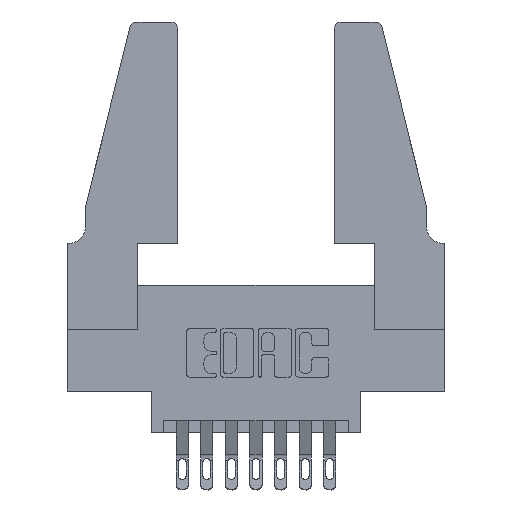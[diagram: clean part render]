
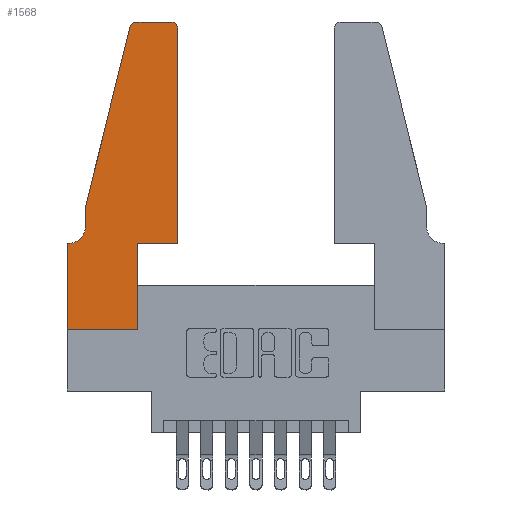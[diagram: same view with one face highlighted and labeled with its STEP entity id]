
A CAD part, top view. The second image highlights one B-rep face of the part: STEP entity #1568.
In plain terms, the highlighted planar face has unit normal (0, 0, 1).
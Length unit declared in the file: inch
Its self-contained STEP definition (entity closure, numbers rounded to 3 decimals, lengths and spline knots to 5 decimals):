
#78 = LINE ( 'NONE', #8300, #10445 ) ;
#98 = EDGE_CURVE ( 'NONE', #4062, #7351, #9107, .T. ) ;
#152 = ORIENTED_EDGE ( 'NONE', *, *, #9081, .T. ) ;
#168 = EDGE_CURVE ( 'NONE', #463, #3456, #78, .T. ) ;
#178 = EDGE_CURVE ( 'NONE', #3245, #1496, #5697, .T. ) ;
#179 = VERTEX_POINT ( 'NONE', #10616 ) ;
#437 = CARTESIAN_POINT ( 'NONE',  ( 0.25487, 1.22718, 0.37 ) ) ;
#438 = EDGE_CURVE ( 'NONE', #179, #5048, #8069, .T. ) ;
#463 = VERTEX_POINT ( 'NONE', #9280 ) ;
#653 = AXIS2_PLACEMENT_3D ( 'NONE', #3977, #10681, #4977 ) ;
#773 = VECTOR ( 'NONE', #11873, 39.37008 ) ;
#1138 = VECTOR ( 'NONE', #1301, 39.37008 ) ;
#1240 = DIRECTION ( 'NONE',  ( 0., 0., -1. ) ) ;
#1274 = LINE ( 'NONE', #4619, #8928 ) ;
#1295 = LINE ( 'NONE', #11613, #11777 ) ;
#1301 = DIRECTION ( 'NONE',  ( 0., 1., 0. ) ) ;
#1391 = EDGE_CURVE ( 'NONE', #9451, #179, #1274, .T. ) ;
#1472 = ORIENTED_EDGE ( 'NONE', *, *, #5261, .T. ) ;
#1496 = VERTEX_POINT ( 'NONE', #2806 ) ;
#1568 = ADVANCED_FACE ( 'NONE', ( #12177 ), #12813, .T. ) ;
#2029 = CARTESIAN_POINT ( 'NONE',  ( 0.2865, 0., 0.37 ) ) ;
#2204 = CARTESIAN_POINT ( 'NONE',  ( 0.0755, 0.42, 0.37 ) ) ;
#2217 = VERTEX_POINT ( 'NONE', #6153 ) ;
#2305 = CARTESIAN_POINT ( 'NONE',  ( 0.4505, 0.35, 0.37 ) ) ;
#2806 = CARTESIAN_POINT ( 'NONE',  ( 0.4505, 1.22, 0.37 ) ) ;
#2828 = VECTOR ( 'NONE', #9600, 39.37008 ) ;
#3019 = CARTESIAN_POINT ( 'NONE',  ( 0., 0.35, 0.37 ) ) ;
#3040 = CARTESIAN_POINT ( 'NONE',  ( 0.2865, 0.35, 0.37 ) ) ;
#3225 = EDGE_LOOP ( 'NONE', ( #5724, #9811, #4334, #4231, #7922, #6482, #6247, #1472, #9882, #4421, #10304, #152 ) ) ;
#3245 = VERTEX_POINT ( 'NONE', #2305 ) ;
#3334 = DIRECTION ( 'NONE',  ( -0.239, -0.971, 0. ) ) ;
#3456 = VERTEX_POINT ( 'NONE', #6462 ) ;
#3532 = CARTESIAN_POINT ( 'NONE',  ( 0.0755, 0.5, 0.37 ) ) ;
#3977 = CARTESIAN_POINT ( 'NONE',  ( 0.4205, 1.22, 0.37 ) ) ;
#4037 = DIRECTION ( 'NONE',  ( 0., 0., 1. ) ) ;
#4062 = VERTEX_POINT ( 'NONE', #2029 ) ;
#4231 = ORIENTED_EDGE ( 'NONE', *, *, #438, .T. ) ;
#4334 = ORIENTED_EDGE ( 'NONE', *, *, #1391, .T. ) ;
#4359 = EDGE_CURVE ( 'NONE', #2217, #6285, #6837, .T. ) ;
#4421 = ORIENTED_EDGE ( 'NONE', *, *, #6891, .T. ) ;
#4473 = LINE ( 'NONE', #7207, #6467 ) ;
#4619 = CARTESIAN_POINT ( 'NONE',  ( 0.0755, 0.5, 0.37 ) ) ;
#4759 = DIRECTION ( 'NONE',  ( 0., 0., 1. ) ) ;
#4977 = DIRECTION ( 'NONE',  ( 1., 0., 0. ) ) ;
#5048 = VERTEX_POINT ( 'NONE', #2204 ) ;
#5187 = CIRCLE ( 'NONE', #653, 0.03 ) ;
#5261 = EDGE_CURVE ( 'NONE', #9632, #4062, #12111, .T. ) ;
#5360 = DIRECTION ( 'NONE',  ( 1., 0., 0. ) ) ;
#5505 = CARTESIAN_POINT ( 'NONE',  ( 0.0755, 0.35, 0.37 ) ) ;
#5608 = AXIS2_PLACEMENT_3D ( 'NONE', #3019, #4037, #9778 ) ;
#5697 = LINE ( 'NONE', #10424, #773 ) ;
#5724 = ORIENTED_EDGE ( 'NONE', *, *, #168, .T. ) ;
#5827 = CARTESIAN_POINT ( 'NONE',  ( 0.2865, 0.35, 0.37 ) ) ;
#6153 = CARTESIAN_POINT ( 'NONE',  ( 0.0055, 0.35, 0.37 ) ) ;
#6247 = ORIENTED_EDGE ( 'NONE', *, *, #7286, .T. ) ;
#6285 = VERTEX_POINT ( 'NONE', #10109 ) ;
#6462 = CARTESIAN_POINT ( 'NONE',  ( 0.284, 1.25, 0.37 ) ) ;
#6467 = VECTOR ( 'NONE', #5360, 39.37008 ) ;
#6482 = ORIENTED_EDGE ( 'NONE', *, *, #4359, .T. ) ;
#6581 = DIRECTION ( 'NONE',  ( 1., 0., 0. ) ) ;
#6837 = LINE ( 'NONE', #5505, #9628 ) ;
#6891 = EDGE_CURVE ( 'NONE', #7351, #3245, #4473, .T. ) ;
#6957 = CIRCLE ( 'NONE', #7450, 0.03 ) ;
#7108 = VECTOR ( 'NONE', #6581, 39.37008 ) ;
#7207 = CARTESIAN_POINT ( 'NONE',  ( 0.4505, 0.35, 0.37 ) ) ;
#7286 = EDGE_CURVE ( 'NONE', #6285, #9632, #1295, .T. ) ;
#7330 = CARTESIAN_POINT ( 'NONE',  ( 0.0055, 0.42, 0.37 ) ) ;
#7351 = VERTEX_POINT ( 'NONE', #3040 ) ;
#7450 = AXIS2_PLACEMENT_3D ( 'NONE', #10481, #4759, #11428 ) ;
#7890 = CARTESIAN_POINT ( 'NONE',  ( 0., 0., 0.37 ) ) ;
#7922 = ORIENTED_EDGE ( 'NONE', *, *, #9237, .T. ) ;
#8069 = LINE ( 'NONE', #3532, #2828 ) ;
#8147 = AXIS2_PLACEMENT_3D ( 'NONE', #7330, #1240, #8266 ) ;
#8266 = DIRECTION ( 'NONE',  ( -1., 0., 0. ) ) ;
#8300 = CARTESIAN_POINT ( 'NONE',  ( 0.2605, 1.25, 0.37 ) ) ;
#8928 = VECTOR ( 'NONE', #3334, 39.37008 ) ;
#8953 = DIRECTION ( 'NONE',  ( -1., 0., 0. ) ) ;
#9081 = EDGE_CURVE ( 'NONE', #1496, #463, #5187, .T. ) ;
#9107 = LINE ( 'NONE', #5827, #1138 ) ;
#9237 = EDGE_CURVE ( 'NONE', #5048, #2217, #10688, .T. ) ;
#9280 = CARTESIAN_POINT ( 'NONE',  ( 0.4205, 1.25, 0.37 ) ) ;
#9451 = VERTEX_POINT ( 'NONE', #437 ) ;
#9600 = DIRECTION ( 'NONE',  ( 0., -1., 0. ) ) ;
#9628 = VECTOR ( 'NONE', #8953, 39.37008 ) ;
#9632 = VERTEX_POINT ( 'NONE', #7890 ) ;
#9760 = DIRECTION ( 'NONE',  ( -1., 0., 0. ) ) ;
#9778 = DIRECTION ( 'NONE',  ( 1., 0., 0. ) ) ;
#9811 = ORIENTED_EDGE ( 'NONE', *, *, #12324, .T. ) ;
#9882 = ORIENTED_EDGE ( 'NONE', *, *, #98, .T. ) ;
#10109 = CARTESIAN_POINT ( 'NONE',  ( 0., 0.35, 0.37 ) ) ;
#10304 = ORIENTED_EDGE ( 'NONE', *, *, #178, .T. ) ;
#10424 = CARTESIAN_POINT ( 'NONE',  ( 0.4505, 0.35, 0.37 ) ) ;
#10445 = VECTOR ( 'NONE', #9760, 39.37008 ) ;
#10481 = CARTESIAN_POINT ( 'NONE',  ( 0.284, 1.22, 0.37 ) ) ;
#10616 = CARTESIAN_POINT ( 'NONE',  ( 0.0755, 0.5, 0.37 ) ) ;
#10681 = DIRECTION ( 'NONE',  ( 0., 0., 1. ) ) ;
#10688 = CIRCLE ( 'NONE', #8147, 0.07 ) ;
#11281 = CARTESIAN_POINT ( 'NONE',  ( 0., 0., 0.37 ) ) ;
#11428 = DIRECTION ( 'NONE',  ( 1., 0., 0. ) ) ;
#11613 = CARTESIAN_POINT ( 'NONE',  ( 0., 0., 0.37 ) ) ;
#11777 = VECTOR ( 'NONE', #12543, 39.37008 ) ;
#11873 = DIRECTION ( 'NONE',  ( 0., 1., 0. ) ) ;
#12111 = LINE ( 'NONE', #11281, #7108 ) ;
#12177 = FACE_OUTER_BOUND ( 'NONE', #3225, .T. ) ;
#12324 = EDGE_CURVE ( 'NONE', #3456, #9451, #6957, .T. ) ;
#12543 = DIRECTION ( 'NONE',  ( 0., -1., 0. ) ) ;
#12813 = PLANE ( 'NONE',  #5608 ) ;
